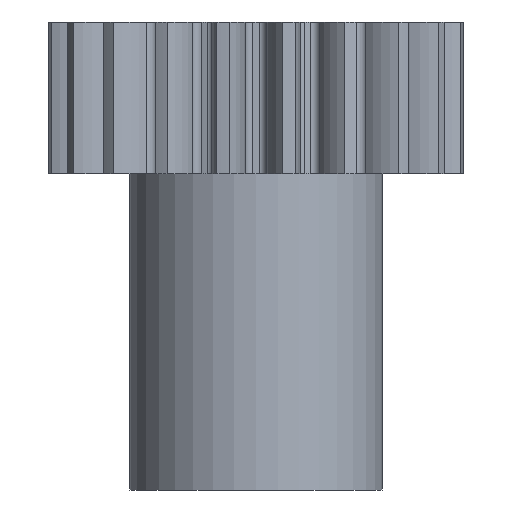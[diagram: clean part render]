
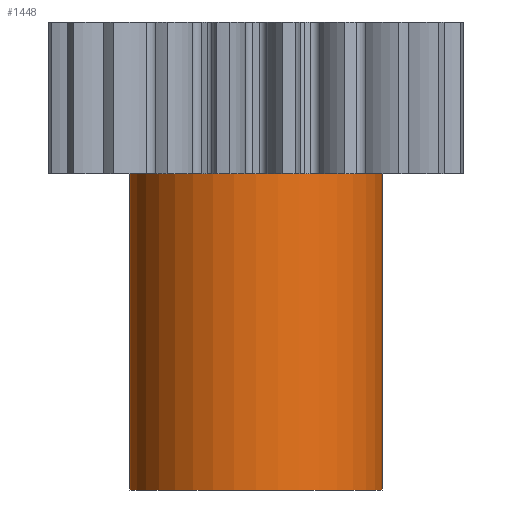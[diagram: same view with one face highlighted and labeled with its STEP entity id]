
A CAD part, front view. The second image highlights one B-rep face of the part: STEP entity #1448.
In plain terms, the highlighted cylindrical face has radius 10 mm (diameter 20 mm), a partial arc.
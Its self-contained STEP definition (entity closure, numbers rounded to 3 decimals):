
#2 = VERTEX_POINT ( 'NONE', #1561 ) ;
#13 = VERTEX_POINT ( 'NONE', #1595 ) ;
#17 = VERTEX_POINT ( 'NONE', #1612 ) ;
#29 = VERTEX_POINT ( 'NONE', #1634 ) ;
#32 = EDGE_CURVE ( 'NONE', #29, #13, #1664, .T. ) ;
#175 = EDGE_CURVE ( 'NONE', #2, #17, #1929, .T. ) ;
#319 = EDGE_CURVE ( 'NONE', #13, #17, #1949, .T. ) ;
#1386 = ORIENTED_EDGE ( 'NONE', *, *, #32, .F. ) ;
#1388 = EDGE_LOOP ( 'NONE', ( #1386, #1460, #1451, #1450 ) ) ;
#1448 = ADVANCED_FACE ( 'NONE', ( #3792 ), #3800, .T. ) ;
#1449 = EDGE_CURVE ( 'NONE', #29, #2, #3847, .T. ) ;
#1450 = ORIENTED_EDGE ( 'NONE', *, *, #319, .F. ) ;
#1451 = ORIENTED_EDGE ( 'NONE', *, *, #175, .T. ) ;
#1460 = ORIENTED_EDGE ( 'NONE', *, *, #1449, .T. ) ;
#1561 = CARTESIAN_POINT ( 'NONE',  ( 10., 0., -25. ) ) ;
#1595 = CARTESIAN_POINT ( 'NONE',  ( -10., 0., 0. ) ) ;
#1612 = CARTESIAN_POINT ( 'NONE',  ( 10., 0., 0. ) ) ;
#1634 = CARTESIAN_POINT ( 'NONE',  ( -10., 0., -25. ) ) ;
#1661 = DIRECTION ( 'NONE',  ( 0., 0., 1. ) ) ;
#1662 = VECTOR ( 'NONE', #1661, 1000. ) ;
#1663 = CARTESIAN_POINT ( 'NONE',  ( -10., 0., -25. ) ) ;
#1664 = LINE ( 'NONE', #1663, #1662 ) ;
#1918 = DIRECTION ( 'NONE',  ( 0., 0., 1. ) ) ;
#1919 = VECTOR ( 'NONE', #1918, 1000. ) ;
#1928 = CARTESIAN_POINT ( 'NONE',  ( 10., 0., -25. ) ) ;
#1929 = LINE ( 'NONE', #1928, #1919 ) ;
#1946 = DIRECTION ( 'NONE',  ( 1., 0., 0. ) ) ;
#1947 = DIRECTION ( 'NONE',  ( 0., 0., 1. ) ) ;
#1948 = AXIS2_PLACEMENT_3D ( 'NONE', #1962, #1947, #1946 ) ;
#1949 = CIRCLE ( 'NONE', #1948, 10. ) ;
#1962 = CARTESIAN_POINT ( 'NONE',  ( 0., 0., 0. ) ) ;
#3761 = DIRECTION ( 'NONE',  ( 0., 0., 1. ) ) ;
#3791 = CARTESIAN_POINT ( 'NONE',  ( 0., 0., -25. ) ) ;
#3792 = FACE_OUTER_BOUND ( 'NONE', #1388, .T. ) ;
#3796 = DIRECTION ( 'NONE',  ( 0., 0., 1. ) ) ;
#3800 = CYLINDRICAL_SURFACE ( 'NONE', #3809, 10. ) ;
#3807 = CARTESIAN_POINT ( 'NONE',  ( 0., 0., -25. ) ) ;
#3809 = AXIS2_PLACEMENT_3D ( 'NONE', #3791, #3796, #3846 ) ;
#3841 = DIRECTION ( 'NONE',  ( 1., 0., 0. ) ) ;
#3842 = AXIS2_PLACEMENT_3D ( 'NONE', #3807, #3761, #3841 ) ;
#3846 = DIRECTION ( 'NONE',  ( 1., 0., 0. ) ) ;
#3847 = CIRCLE ( 'NONE', #3842, 10. ) ;
